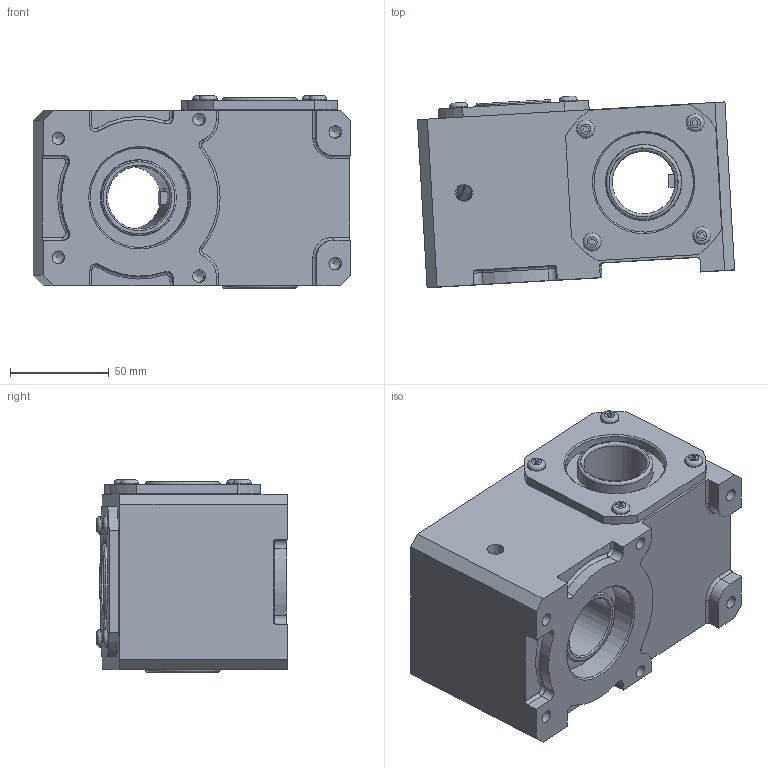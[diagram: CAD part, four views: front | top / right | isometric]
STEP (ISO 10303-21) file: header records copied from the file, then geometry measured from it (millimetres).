
FILE_DESCRIPTION((''),'2;1');
FILE_NAME('4304-0336 IAS-A-BM-1-1 RH A-1.25 B-1.25.stp','2011-02-03T08:47:22',('WCB'),(''),'Autodesk Inventor 2010','Autodesk Inventor 2010','');
FILE_SCHEMA(('AUTOMOTIVE_DESIGN { 1 0 10303 214 1 1 1 1 }'));
Length unit declared in the file: inch
Products named in the file (13): 4304-0336 IAS-A-BM-1-1 RH A-1.25 B-1; 4304-4605 HSG. 1-1 FB v3 ALPHA SERIES; R24 BEARING 4300-1207; R24 BEARING CAGE; R24 BEARING SHIELD; Spur gearing 25/25, 2.5004; 4304-4606 B-BORE CAP FB-STD ALPHA SERIES; 4304-4607 A-BORE CAP FB-STD ALPHA SERIES; 4304-4360 key fb 1.25 dia. a & b bores; 4304-4601 1.250 B-BORE SHAFT ALPHA SERIES; 4304-4228 gear spacer fb a-bore; 4304-4250 shaft, 1.25 a-bore fb ias; PHMS 10-32-
Assembly tree (28 placements, depth 3):
  4304-0336 IAS-A-BM-1-1 RH A-1.25 B-1
    4304-4605 HSG. 1-1 FB v3 ALPHA SERIES
    R24 BEARING 4300-1207  x4
      R24 BEARING CAGE
      R24 BEARING SHIELD
    Spur gearing 25/25, 2.5004  x2
    4304-4606 B-BORE CAP FB-STD ALPHA SERIES
    4304-4607 A-BORE CAP FB-STD ALPHA SERIES
    4304-4360 key fb 1.25 dia. a & b bores  x2
    4304-4601 1.250 B-BORE SHAFT ALPHA SERIES
    4304-4228 gear spacer fb a-bore  x4
    4304-4250 shaft, 1.25 a-bore fb ias
    PHMS 10-32-  x8
Bounding box: 160.68 x 96.97 x 97.76 mm (x, y, z)
Volume: 881578.7 mm3; surface area: 306683.7 mm2
Topology: 37 solids, 37 shells, 794 faces, 1917 edges, 1251 vertices
Faces by surface type: bspline 257, plane 248, cylinder 201, torus 76, cone 12
Full cylindrical faces by diameter (mm): 4.826 x8, 9.169 x8, 31.75 x1, 31.775 x1, 35.535 x4, 38.049 x6, 38.1 x8, 38.608 x4, 40.996 x4, 45.771 x4, 48.26 x12, 48.641 x4, 50.368 x4, 50.521 x4, 55.296 x4, 57.836 x4, 59.817 x12, 66.675 x6, 66.7 x2, 67.31 x2, 70.066 x2, 70.079 x2, 70.206 x2
Entity records: 15896 total; most frequent: CARTESIAN_POINT 6016, DIRECTION 1933, ORIENTED_EDGE 1852, EDGE_CURVE 926, AXIS2_PLACEMENT_3D 854, VERTEX_POINT 668, EDGE_LOOP 622, CIRCLE 542
